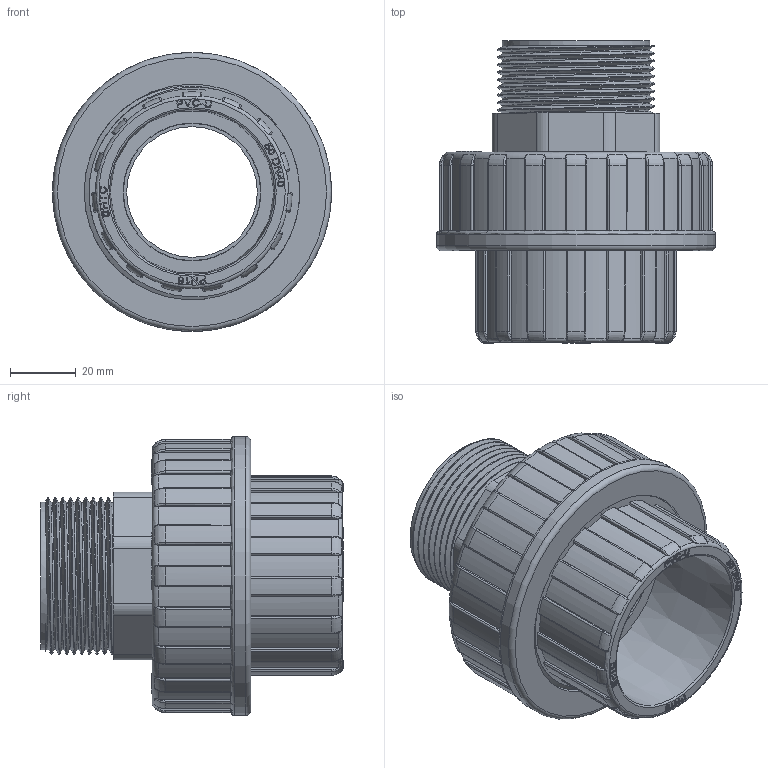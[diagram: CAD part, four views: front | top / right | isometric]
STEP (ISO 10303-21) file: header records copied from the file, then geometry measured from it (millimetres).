
FILE_DESCRIPTION(/* description */ (''),/* implementation_level */ '2;1');
FILE_NAME(/* name */ '50铜制外螺纹.stp',/* time_stamp */ '2025-04-28T10:05:56+08:00',/* author */ (''),/* organization */ (''),/* preprocessor_version */ 'ST-DEVELOPER v16',/* originating_system */ 'SIEMENS PLM Software NX 10.0',/* authorisation */ '');
FILE_SCHEMA (('AUTOMOTIVE_DESIGN { 1 0 10303 214 3 1 1 1 }'));
Length unit declared in the file: millimetre
Products named in the file (1): gelv1FDCC71Dejni
Bounding box: 85 x 92.05 x 85 mm (x, y, z)
Volume: 88025.9 mm3; surface area: 65854.9 mm2
Topology: 2 solids, 3 shells, 915 faces, 2500 edges, 1656 vertices
Faces by surface type: plane 382, extrusion 216, cylinder 198, bspline 77, torus 40, cone 2
Full cylindrical faces by diameter (mm): 1.096 x1, 1.504 x1, 4.056 x1, 5.369 x1, 39.8 x1, 41.8 x1, 42 x1, 44.845 x9, 48 x1, 58 x1, 58.3 x1, 62.752 x7, 63 x1, 65.71 x9, 85 x1
Entity records: 41231 total; most frequent: CARTESIAN_POINT 21102, ORIENTED_EDGE 4792, DIRECTION 3003, EDGE_CURVE 2396, VERTEX_POINT 1599, B_SPLINE_CURVE_WITH_KNOTS 1436, AXIS2_PLACEMENT_3D 1012, EDGE_LOOP 985
